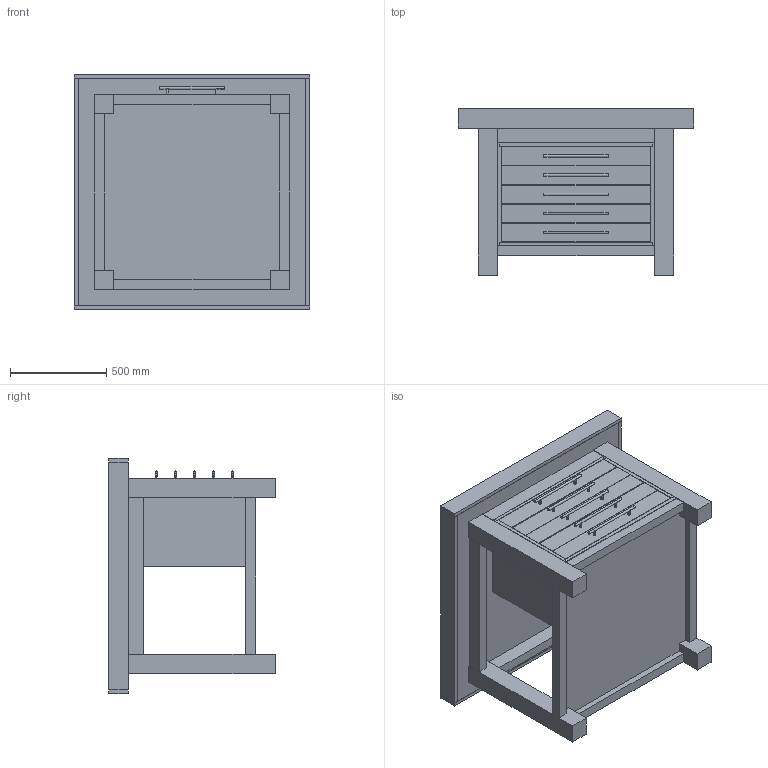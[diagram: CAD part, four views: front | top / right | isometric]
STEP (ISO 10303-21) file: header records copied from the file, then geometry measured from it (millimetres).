
FILE_DESCRIPTION(/* description */ (''),/* implementation_level */ '2;1');
FILE_NAME(/* name */ 'Table.stp',/* time_stamp */ '2019-02-22T13:11:39-05:00',/* author */ ('Mark'),/* organization */ (''),/* preprocessor_version */ 'ST-DEVELOPER v16.1',/* originating_system */ 'Autodesk Inventor 2016',/* authorisation */ '');
FILE_SCHEMA (('AUTOMOTIVE_DESIGN { 1 0 10303 214 3 1 1 }'));
Length unit declared in the file: inch
Products named in the file (23): Leg; Rail; Rail1; Leg_Assy; Leg_Assy1; top; top_sides; top_sides1; Top_Assy; Bottom; Box_top; Box_Divider; Box_Back; Box_Assy_Simple; drawer large front; drawer large side; drawer large front and back; drawer large back; drawer bottom; 1325A250_EXTRUDED PULL HANDLE W  THREADED HOLE; drawer large assembly; Cabinet_With_Drawers; Table
Assembly tree (38 placements, depth 4):
  Table
    Leg_Assy1
      Leg_Assy  x2
        Leg
        Rail
        Rail1
      Rail  x2
      Rail1  x2
    Top_Assy
      top  x2
      top_sides  x2
      top_sides1  x2
    Bottom
    Cabinet_With_Drawers
      Box_Assy_Simple
        Box_top  x2
        Box_Divider  x2
        Box_Back
      drawer large assembly  x5
        drawer large front
        drawer large side
        drawer large front and back
        drawer large back
        drawer bottom
        1325A250_EXTRUDED PULL HANDLE W  THREADED HOLE
Bounding box: 1219.2 x 863.6 x 1219.2 mm (x, y, z)
Volume: 181537093.5 mm3; surface area: 21363535.7 mm2
Topology: 59 solids, 59 shells, 521 faces, 1159 edges, 766 vertices
Faces by surface type: plane 446, cylinder 45, bspline 20, cone 10
Full cylindrical faces by diameter (mm): 3.175 x10, 12.7 x15
Entity records: 13791 total; most frequent: CARTESIAN_POINT 10202, DIRECTION 690, ORIENTED_EDGE 592, EDGE_CURVE 296, LINE 258, VECTOR 258, AXIS2_PLACEMENT_3D 216, VERTEX_POINT 200
